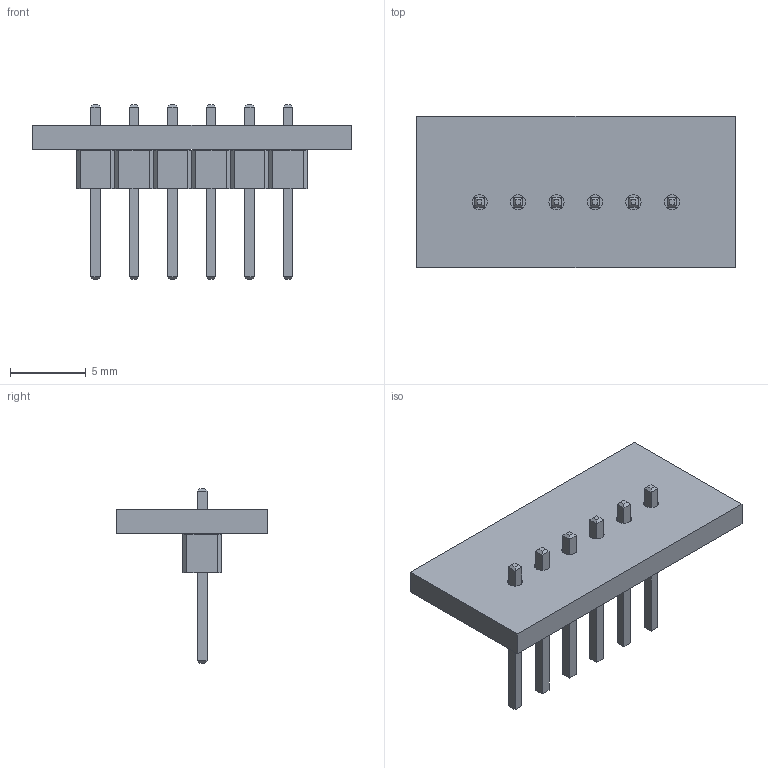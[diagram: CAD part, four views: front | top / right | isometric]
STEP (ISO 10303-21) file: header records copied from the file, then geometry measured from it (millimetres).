
FILE_DESCRIPTION(('KiCad electronic assembly'),'2;1');
FILE_NAME('htc_tracker.step','2023-10-23T11:42:57',('Pcbnew'),('Kicad'), 'Open CASCADE STEP processor 7.6','KiCad to STEP converter','Unknown' );
FILE_SCHEMA(('AUTOMOTIVE_DESIGN { 1 0 10303 214 1 1 1 1 }'));
Length unit declared in the file: millimetre
Products named in the file (4): htc_tracker 1; PinHeader_1x06_P2.54mm_Vertical; SOLID; htc_tracker PCB
Assembly tree (3 placements, depth 3):
  htc_tracker 1
    PinHeader_1x06_P2.54mm_Vertical
      SOLID
    htc_tracker PCB
Bounding box: 21 x 10 x 11.54 mm (x, y, z)
Volume: 446.6 mm3; surface area: 844.8 mm2
Topology: 2 solids, 2 shells, 160 faces, 384 edges, 240 vertices
Faces by surface type: plane 154, cylinder 6
Full cylindrical faces by diameter (mm): 1 x6
Entity records: 10668 total; most frequent: CARTESIAN_POINT 1628, DIRECTION 1480, LINE 1128, VECTOR 1128, ORIENTED_EDGE 768, PCURVE 768, DEFINITIONAL_REPRESENTATION 768, EDGE_CURVE 384
